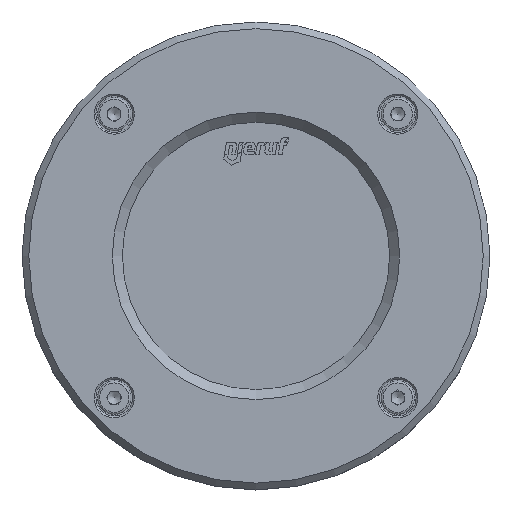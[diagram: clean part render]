
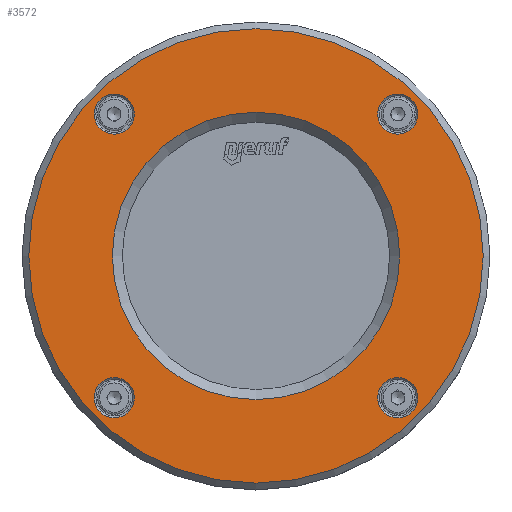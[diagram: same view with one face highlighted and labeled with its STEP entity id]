
A CAD part, top view. The second image highlights one B-rep face of the part: STEP entity #3572.
In plain terms, the highlighted planar face has unit normal (0, 0, 1).
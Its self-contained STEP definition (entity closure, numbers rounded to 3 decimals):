
#3447=CARTESIAN_POINT('',(0.,43.,15.));
#3448=DIRECTION('',(0.,0.,1.));
#3449=DIRECTION('',(1.,0.,0.));
#3450=AXIS2_PLACEMENT_3D('',#3447,#3448,#3449);
#3451=PLANE('',#3450);
#3452=CARTESIAN_POINT('',(48.426,42.426,15.));
#3453=VERTEX_POINT('',#3452);
#3454=CARTESIAN_POINT('',(36.426,42.426,15.));
#3455=VERTEX_POINT('',#3454);
#3456=CARTESIAN_POINT('',(42.426,42.426,15.));
#3457=DIRECTION('',(-0.,-0.,-1.));
#3458=DIRECTION('',(1.,0.,-0.));
#3459=AXIS2_PLACEMENT_3D('',#3456,#3457,#3458);
#3460=CIRCLE('',#3459,6.);
#3461=EDGE_CURVE('',#3453,#3455,#3460,.T.);
#3462=ORIENTED_EDGE('',*,*,#3461,.T.);
#3463=CARTESIAN_POINT('',(42.426,42.426,15.));
#3464=DIRECTION('',(-0.,-0.,-1.));
#3465=DIRECTION('',(1.,0.,-0.));
#3466=AXIS2_PLACEMENT_3D('',#3463,#3464,#3465);
#3467=CIRCLE('',#3466,6.);
#3468=EDGE_CURVE('',#3455,#3453,#3467,.T.);
#3469=ORIENTED_EDGE('',*,*,#3468,.T.);
#3470=EDGE_LOOP('',(#3462,#3469));
#3471=FACE_BOUND('',#3470,.T.);
#3472=CARTESIAN_POINT('',(-48.426,-42.426,15.));
#3473=VERTEX_POINT('',#3472);
#3474=CARTESIAN_POINT('',(-36.426,-42.426,15.));
#3475=VERTEX_POINT('',#3474);
#3476=CARTESIAN_POINT('',(-42.426,-42.426,15.));
#3477=DIRECTION('',(-0.,-0.,-1.));
#3478=DIRECTION('',(1.,0.,-0.));
#3479=AXIS2_PLACEMENT_3D('',#3476,#3477,#3478);
#3480=CIRCLE('',#3479,6.);
#3481=EDGE_CURVE('',#3473,#3475,#3480,.T.);
#3482=ORIENTED_EDGE('',*,*,#3481,.T.);
#3483=CARTESIAN_POINT('',(-42.426,-42.426,15.));
#3484=DIRECTION('',(-0.,-0.,-1.));
#3485=DIRECTION('',(1.,0.,-0.));
#3486=AXIS2_PLACEMENT_3D('',#3483,#3484,#3485);
#3487=CIRCLE('',#3486,6.);
#3488=EDGE_CURVE('',#3475,#3473,#3487,.T.);
#3489=ORIENTED_EDGE('',*,*,#3488,.T.);
#3490=EDGE_LOOP('',(#3482,#3489));
#3491=FACE_BOUND('',#3490,.T.);
#3492=CARTESIAN_POINT('',(-36.426,42.426,15.));
#3493=VERTEX_POINT('',#3492);
#3494=CARTESIAN_POINT('',(-48.426,42.426,15.));
#3495=VERTEX_POINT('',#3494);
#3496=CARTESIAN_POINT('',(-42.426,42.426,15.));
#3497=DIRECTION('',(-0.,-0.,-1.));
#3498=DIRECTION('',(1.,0.,-0.));
#3499=AXIS2_PLACEMENT_3D('',#3496,#3497,#3498);
#3500=CIRCLE('',#3499,6.);
#3501=EDGE_CURVE('',#3493,#3495,#3500,.T.);
#3502=ORIENTED_EDGE('',*,*,#3501,.T.);
#3503=CARTESIAN_POINT('',(-42.426,42.426,15.));
#3504=DIRECTION('',(-0.,-0.,-1.));
#3505=DIRECTION('',(1.,0.,-0.));
#3506=AXIS2_PLACEMENT_3D('',#3503,#3504,#3505);
#3507=CIRCLE('',#3506,6.);
#3508=EDGE_CURVE('',#3495,#3493,#3507,.T.);
#3509=ORIENTED_EDGE('',*,*,#3508,.T.);
#3510=EDGE_LOOP('',(#3502,#3509));
#3511=FACE_BOUND('',#3510,.T.);
#3512=CARTESIAN_POINT('',(36.426,-42.426,15.));
#3513=VERTEX_POINT('',#3512);
#3514=CARTESIAN_POINT('',(48.426,-42.426,15.));
#3515=VERTEX_POINT('',#3514);
#3516=CARTESIAN_POINT('',(42.426,-42.426,15.));
#3517=DIRECTION('',(-0.,-0.,-1.));
#3518=DIRECTION('',(1.,0.,-0.));
#3519=AXIS2_PLACEMENT_3D('',#3516,#3517,#3518);
#3520=CIRCLE('',#3519,6.);
#3521=EDGE_CURVE('',#3513,#3515,#3520,.T.);
#3522=ORIENTED_EDGE('',*,*,#3521,.T.);
#3523=CARTESIAN_POINT('',(42.426,-42.426,15.));
#3524=DIRECTION('',(-0.,-0.,-1.));
#3525=DIRECTION('',(1.,0.,-0.));
#3526=AXIS2_PLACEMENT_3D('',#3523,#3524,#3525);
#3527=CIRCLE('',#3526,6.);
#3528=EDGE_CURVE('',#3515,#3513,#3527,.T.);
#3529=ORIENTED_EDGE('',*,*,#3528,.T.);
#3530=EDGE_LOOP('',(#3522,#3529));
#3531=FACE_BOUND('',#3530,.T.);
#3532=CARTESIAN_POINT('',(68.,-0.,15.));
#3533=VERTEX_POINT('',#3532);
#3534=CARTESIAN_POINT('',(-68.,0.,15.));
#3535=VERTEX_POINT('',#3534);
#3536=CARTESIAN_POINT('',(0.,0.,15.));
#3537=DIRECTION('',(0.,0.,1.));
#3538=DIRECTION('',(1.,0.,-0.));
#3539=AXIS2_PLACEMENT_3D('',#3536,#3537,#3538);
#3540=CIRCLE('',#3539,68.);
#3541=EDGE_CURVE('',#3533,#3535,#3540,.T.);
#3542=ORIENTED_EDGE('',*,*,#3541,.T.);
#3543=CARTESIAN_POINT('',(0.,0.,15.));
#3544=DIRECTION('',(0.,0.,1.));
#3545=DIRECTION('',(1.,0.,-0.));
#3546=AXIS2_PLACEMENT_3D('',#3543,#3544,#3545);
#3547=CIRCLE('',#3546,68.);
#3548=EDGE_CURVE('',#3535,#3533,#3547,.T.);
#3549=ORIENTED_EDGE('',*,*,#3548,.T.);
#3550=EDGE_LOOP('',(#3542,#3549));
#3551=FACE_BOUND('',#3550,.T.);
#3552=CARTESIAN_POINT('',(43.,-0.,15.));
#3553=VERTEX_POINT('',#3552);
#3554=CARTESIAN_POINT('',(-43.,-0.,15.));
#3555=VERTEX_POINT('',#3554);
#3556=CARTESIAN_POINT('',(0.,0.,15.));
#3557=DIRECTION('',(-0.,-0.,-1.));
#3558=DIRECTION('',(1.,0.,-0.));
#3559=AXIS2_PLACEMENT_3D('',#3556,#3557,#3558);
#3560=CIRCLE('',#3559,43.);
#3561=EDGE_CURVE('NONE',#3553,#3555,#3560,.T.);
#3562=ORIENTED_EDGE('',*,*,#3561,.T.);
#3563=CARTESIAN_POINT('',(0.,0.,15.));
#3564=DIRECTION('',(-0.,-0.,-1.));
#3565=DIRECTION('',(1.,0.,-0.));
#3566=AXIS2_PLACEMENT_3D('',#3563,#3564,#3565);
#3567=CIRCLE('',#3566,43.);
#3568=EDGE_CURVE('NONE',#3555,#3553,#3567,.T.);
#3569=ORIENTED_EDGE('',*,*,#3568,.T.);
#3570=EDGE_LOOP('',(#3562,#3569));
#3571=FACE_BOUND('',#3570,.T.);
#3572=ADVANCED_FACE('',(#3471,#3491,#3511,#3531,#3551,#3571),#3451,.T.);
